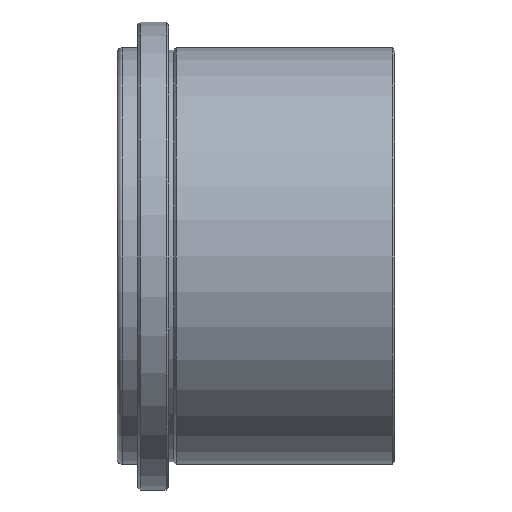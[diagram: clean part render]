
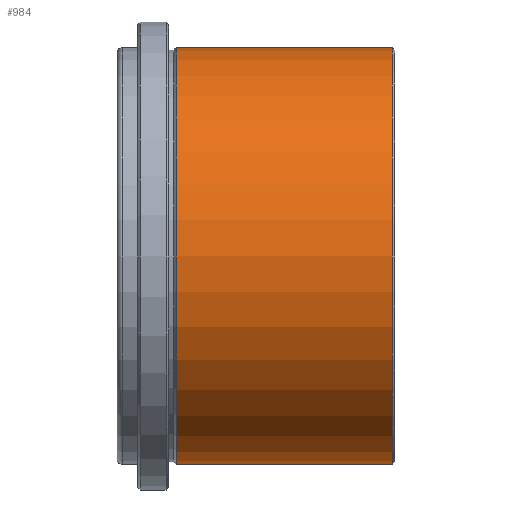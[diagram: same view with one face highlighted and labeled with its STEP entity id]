
A CAD part, left-side view. The second image highlights one B-rep face of the part: STEP entity #984.
In plain terms, the highlighted cylindrical face has radius 40.5 mm (diameter 81 mm), a partial arc.
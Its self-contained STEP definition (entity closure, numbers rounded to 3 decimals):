
#6 = VERTEX_POINT ( 'NONE', #1206 ) ;
#49 = DIRECTION ( 'NONE',  ( 0., -1., 0. ) ) ;
#63 = EDGE_CURVE ( 'NONE', #1832, #871, #610, .T. ) ;
#157 = CARTESIAN_POINT ( 'NONE',  ( 0., 0., -40.5 ) ) ;
#209 = DIRECTION ( 'NONE',  ( 0., 0., -1. ) ) ;
#311 = AXIS2_PLACEMENT_3D ( 'NONE', #696, #875, #1999 ) ;
#319 = DIRECTION ( 'NONE',  ( 0., -1., 0. ) ) ;
#523 = ORIENTED_EDGE ( 'NONE', *, *, #1495, .F. ) ;
#610 = CIRCLE ( 'NONE', #311, 40.5 ) ;
#663 = VECTOR ( 'NONE', #319, 1000. ) ;
#696 = CARTESIAN_POINT ( 'NONE',  ( 0., 0.713, 0. ) ) ;
#726 = AXIS2_PLACEMENT_3D ( 'NONE', #2071, #1275, #1610 ) ;
#732 = CARTESIAN_POINT ( 'NONE',  ( 0., -41.287, 0. ) ) ;
#818 = ORIENTED_EDGE ( 'NONE', *, *, #878, .T. ) ;
#871 = VERTEX_POINT ( 'NONE', #2125 ) ;
#875 = DIRECTION ( 'NONE',  ( 0., -1., 0. ) ) ;
#878 = EDGE_CURVE ( 'NONE', #871, #1863, #1304, .T. ) ;
#984 = ADVANCED_FACE ( 'NONE', ( #997 ), #1636, .T. ) ;
#997 = FACE_OUTER_BOUND ( 'NONE', #1763, .T. ) ;
#1037 = DIRECTION ( 'NONE',  ( 0., -1., 0. ) ) ;
#1189 = LINE ( 'NONE', #1359, #1341 ) ;
#1206 = CARTESIAN_POINT ( 'NONE',  ( 0., -41.287, 40.5 ) ) ;
#1238 = CIRCLE ( 'NONE', #2096, 40.5 ) ;
#1275 = DIRECTION ( 'NONE',  ( 0., -1., 0. ) ) ;
#1304 = LINE ( 'NONE', #157, #663 ) ;
#1341 = VECTOR ( 'NONE', #1037, 1000. ) ;
#1359 = CARTESIAN_POINT ( 'NONE',  ( 0., 0., 40.5 ) ) ;
#1495 = EDGE_CURVE ( 'NONE', #1832, #6, #1189, .T. ) ;
#1610 = DIRECTION ( 'NONE',  ( 0., 0., -1. ) ) ;
#1636 = CYLINDRICAL_SURFACE ( 'NONE', #726, 40.5 ) ;
#1685 = ORIENTED_EDGE ( 'NONE', *, *, #63, .T. ) ;
#1694 = CARTESIAN_POINT ( 'NONE',  ( 0., -41.287, -40.5 ) ) ;
#1763 = EDGE_LOOP ( 'NONE', ( #523, #1685, #818, #1938 ) ) ;
#1786 = EDGE_CURVE ( 'NONE', #6, #1863, #1238, .T. ) ;
#1832 = VERTEX_POINT ( 'NONE', #2043 ) ;
#1863 = VERTEX_POINT ( 'NONE', #1694 ) ;
#1938 = ORIENTED_EDGE ( 'NONE', *, *, #1786, .F. ) ;
#1999 = DIRECTION ( 'NONE',  ( 0., 0., -1. ) ) ;
#2043 = CARTESIAN_POINT ( 'NONE',  ( 0., 0.713, 40.5 ) ) ;
#2071 = CARTESIAN_POINT ( 'NONE',  ( 0., 0., 0. ) ) ;
#2096 = AXIS2_PLACEMENT_3D ( 'NONE', #732, #49, #209 ) ;
#2125 = CARTESIAN_POINT ( 'NONE',  ( 0., 0.713, -40.5 ) ) ;
